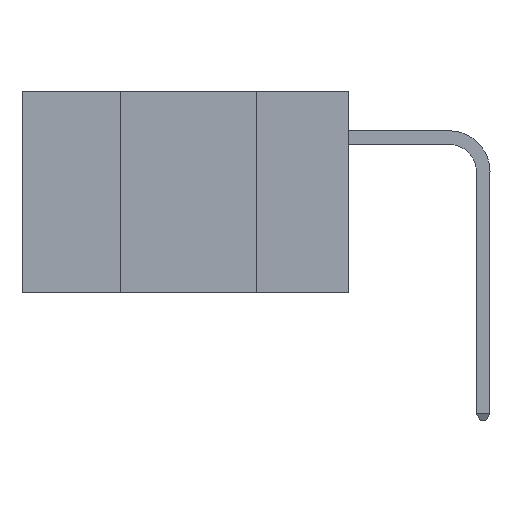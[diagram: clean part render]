
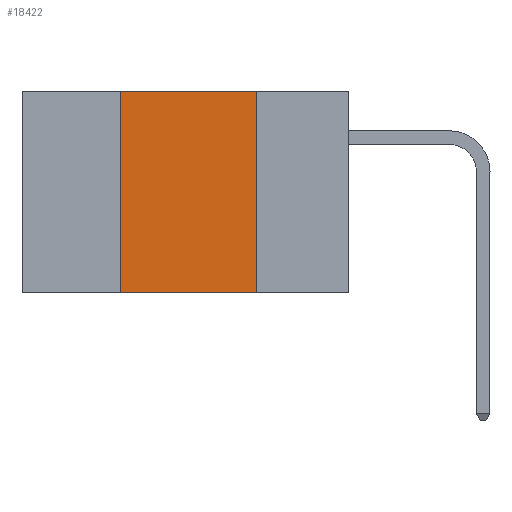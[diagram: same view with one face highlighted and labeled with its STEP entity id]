
A CAD part, left-side view. The second image highlights one B-rep face of the part: STEP entity #18422.
In plain terms, the highlighted planar face has unit normal (-1, 0, 0).
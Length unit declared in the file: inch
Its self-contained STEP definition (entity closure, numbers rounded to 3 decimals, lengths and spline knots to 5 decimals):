
#619 = LINE ( 'NONE', #13081, #10378 ) ;
#907 = ORIENTED_EDGE ( 'NONE', *, *, #8774, .T. ) ;
#992 = DIRECTION ( 'NONE',  ( 0., -1., 0. ) ) ;
#1689 = ORIENTED_EDGE ( 'NONE', *, *, #10724, .F. ) ;
#2111 = VERTEX_POINT ( 'NONE', #26620 ) ;
#5907 = PLANE ( 'NONE',  #12344 ) ;
#6355 = DIRECTION ( 'NONE',  ( 0., 0., -1. ) ) ;
#7236 = ORIENTED_EDGE ( 'NONE', *, *, #8116, .F. ) ;
#7284 = VECTOR ( 'NONE', #18566, 39.37008 ) ;
#8116 = EDGE_CURVE ( 'NONE', #25168, #19334, #15732, .T. ) ;
#8774 = EDGE_CURVE ( 'NONE', #19930, #2111, #20561, .T. ) ;
#9988 = CARTESIAN_POINT ( 'NONE',  ( 0., 0.42, 0. ) ) ;
#10201 = CARTESIAN_POINT ( 'NONE',  ( 0., 0.42, -0.37 ) ) ;
#10378 = VECTOR ( 'NONE', #11332, 39.37008 ) ;
#10724 = EDGE_CURVE ( 'NONE', #19334, #2111, #11790, .T. ) ;
#11297 = ORIENTED_EDGE ( 'NONE', *, *, #11660, .F. ) ;
#11332 = DIRECTION ( 'NONE',  ( 0., 0., 1. ) ) ;
#11660 = EDGE_CURVE ( 'NONE', #19930, #25168, #619, .T. ) ;
#11790 = LINE ( 'NONE', #22717, #7284 ) ;
#12344 = AXIS2_PLACEMENT_3D ( 'NONE', #17091, #26724, #6355 ) ;
#13081 = CARTESIAN_POINT ( 'NONE',  ( 0., 0.42, 0. ) ) ;
#14469 = CARTESIAN_POINT ( 'NONE',  ( 0., 0.17, 0. ) ) ;
#15732 = LINE ( 'NONE', #18653, #28185 ) ;
#17091 = CARTESIAN_POINT ( 'NONE',  ( 0., 0.6, 0. ) ) ;
#17307 = CARTESIAN_POINT ( 'NONE',  ( 0., 0.6, -0.37 ) ) ;
#17824 = FACE_OUTER_BOUND ( 'NONE', #21871, .T. ) ;
#18422 = ADVANCED_FACE ( 'NONE', ( #17824 ), #5907, .F. ) ;
#18566 = DIRECTION ( 'NONE',  ( 0., 0., -1. ) ) ;
#18653 = CARTESIAN_POINT ( 'NONE',  ( 0., 0.6, 0. ) ) ;
#19334 = VERTEX_POINT ( 'NONE', #14469 ) ;
#19525 = DIRECTION ( 'NONE',  ( 0., -1., 0. ) ) ;
#19930 = VERTEX_POINT ( 'NONE', #10201 ) ;
#20561 = LINE ( 'NONE', #17307, #21635 ) ;
#21635 = VECTOR ( 'NONE', #19525, 39.37008 ) ;
#21871 = EDGE_LOOP ( 'NONE', ( #1689, #7236, #11297, #907 ) ) ;
#22717 = CARTESIAN_POINT ( 'NONE',  ( 0., 0.17, 0. ) ) ;
#25168 = VERTEX_POINT ( 'NONE', #9988 ) ;
#26620 = CARTESIAN_POINT ( 'NONE',  ( 0., 0.17, -0.37 ) ) ;
#26724 = DIRECTION ( 'NONE',  ( 1., 0., 0. ) ) ;
#28185 = VECTOR ( 'NONE', #992, 39.37008 ) ;
